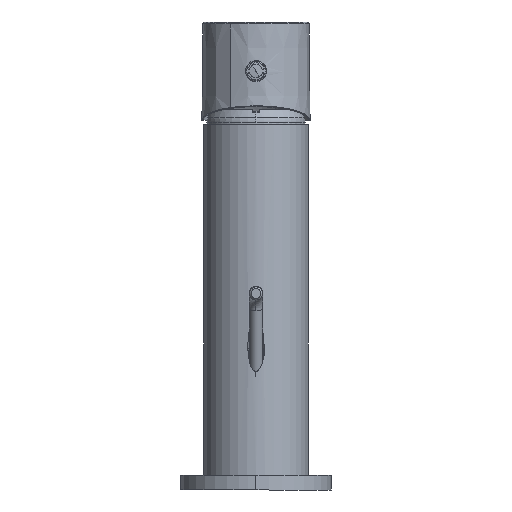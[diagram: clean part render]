
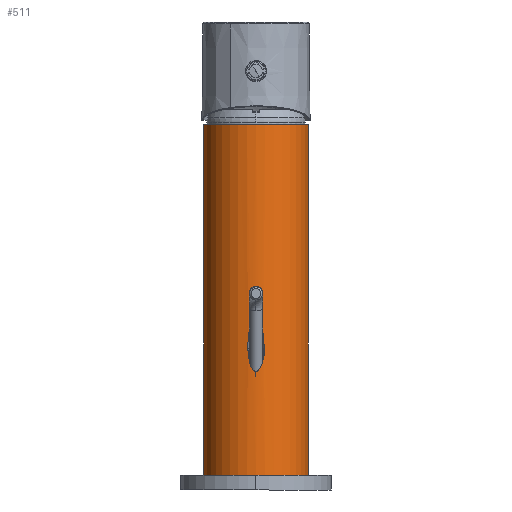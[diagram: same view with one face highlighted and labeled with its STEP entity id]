
A CAD part, front view. The second image highlights one B-rep face of the part: STEP entity #511.
In plain terms, the highlighted cylindrical face has radius 16 mm (diameter 32 mm), a partial arc.
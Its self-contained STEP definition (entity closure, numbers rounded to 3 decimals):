
#391=CARTESIAN_POINT('Axis2P3D Location',(0.,0.,53.5)) ;
#396=CARTESIAN_POINT('Line Origine',(-16.,0.,53.5)) ;
#400=CARTESIAN_POINT('Vertex',(-16.,0.,107.)) ;
#402=CARTESIAN_POINT('Vertex',(-16.,0.,0.)) ;
#405=CARTESIAN_POINT('Axis2P3D Location',(0.,0.,0.)) ;
#409=CARTESIAN_POINT('Vertex',(16.,0.,0.)) ;
#412=CARTESIAN_POINT('Line Origine',(16.,0.,53.5)) ;
#416=CARTESIAN_POINT('Vertex',(16.,0.,107.)) ;
#419=CARTESIAN_POINT('Axis2P3D Location',(0.,0.,107.)) ;
#431=CARTESIAN_POINT('Control Point',(0.,-16.,31.686)) ;
#432=CARTESIAN_POINT('Control Point',(-0.21,-16.,31.686)) ;
#433=CARTESIAN_POINT('Control Point',(-0.419,-15.997,31.748)) ;
#434=CARTESIAN_POINT('Control Point',(-0.601,-15.99,31.869)) ;
#435=CARTESIAN_POINT('Control Point',(-0.882,-15.977,32.116)) ;
#436=CARTESIAN_POINT('Control Point',(-1.108,-15.962,32.415)) ;
#437=CARTESIAN_POINT('Control Point',(-1.199,-15.955,32.552)) ;
#438=CARTESIAN_POINT('Control Point',(-1.475,-15.933,33.021)) ;
#439=CARTESIAN_POINT('Control Point',(-1.682,-15.912,33.527)) ;
#440=CARTESIAN_POINT('Control Point',(-1.804,-15.899,33.885)) ;
#441=CARTESIAN_POINT('Control Point',(-2.071,-15.867,34.806)) ;
#442=CARTESIAN_POINT('Control Point',(-2.246,-15.842,35.751)) ;
#443=CARTESIAN_POINT('Control Point',(-2.327,-15.83,36.32)) ;
#444=CARTESIAN_POINT('Control Point',(-2.467,-15.809,37.634)) ;
#445=CARTESIAN_POINT('Control Point',(-2.512,-15.802,38.955)) ;
#446=CARTESIAN_POINT('Control Point',(-2.512,-15.801,39.695)) ;
#447=CARTESIAN_POINT('Control Point',(-2.474,-15.808,40.922)) ;
#448=CARTESIAN_POINT('Control Point',(-2.371,-15.824,42.145)) ;
#449=CARTESIAN_POINT('Control Point',(-2.319,-15.831,42.627)) ;
#450=CARTESIAN_POINT('Control Point',(-2.206,-15.848,43.495)) ;
#451=CARTESIAN_POINT('Control Point',(-2.052,-15.868,44.357)) ;
#452=CARTESIAN_POINT('Control Point',(-1.975,-15.878,44.736)) ;
#453=CARTESIAN_POINT('Control Point',(-1.803,-15.899,45.485)) ;
#454=CARTESIAN_POINT('Control Point',(-1.581,-15.922,46.222)) ;
#455=CARTESIAN_POINT('Control Point',(-1.457,-15.934,46.579)) ;
#456=CARTESIAN_POINT('Control Point',(-1.261,-15.952,47.067)) ;
#457=CARTESIAN_POINT('Control Point',(-1.003,-15.969,47.524)) ;
#458=CARTESIAN_POINT('Control Point',(-0.925,-15.974,47.648)) ;
#459=CARTESIAN_POINT('Control Point',(-0.782,-15.981,47.851)) ;
#460=CARTESIAN_POINT('Control Point',(-0.611,-15.989,48.031)) ;
#461=CARTESIAN_POINT('Control Point',(-0.536,-15.991,48.1)) ;
#462=CARTESIAN_POINT('Control Point',(-0.393,-15.996,48.207)) ;
#463=CARTESIAN_POINT('Control Point',(-0.23,-15.999,48.279)) ;
#464=CARTESIAN_POINT('Control Point',(-0.155,-16.,48.302)) ;
#465=CARTESIAN_POINT('Control Point',(-0.077,-16.,48.314)) ;
#466=CARTESIAN_POINT('Control Point',(0.,-16.,48.314)) ;
#467=CARTESIAN_POINT('Vertex',(0.,-16.,31.686)) ;
#469=CARTESIAN_POINT('Vertex',(0.,-16.,48.314)) ;
#473=CARTESIAN_POINT('Control Point',(0.,-16.,48.314)) ;
#474=CARTESIAN_POINT('Control Point',(0.082,-16.,48.314)) ;
#475=CARTESIAN_POINT('Control Point',(0.163,-15.999,48.301)) ;
#476=CARTESIAN_POINT('Control Point',(0.242,-15.998,48.276)) ;
#477=CARTESIAN_POINT('Control Point',(0.416,-15.995,48.195)) ;
#478=CARTESIAN_POINT('Control Point',(0.566,-15.99,48.074)) ;
#479=CARTESIAN_POINT('Control Point',(0.645,-15.987,47.998)) ;
#480=CARTESIAN_POINT('Control Point',(0.91,-15.976,47.702)) ;
#481=CARTESIAN_POINT('Control Point',(1.11,-15.962,47.353)) ;
#482=CARTESIAN_POINT('Control Point',(1.236,-15.953,47.098)) ;
#483=CARTESIAN_POINT('Control Point',(1.472,-15.933,46.543)) ;
#484=CARTESIAN_POINT('Control Point',(1.659,-15.914,45.968)) ;
#485=CARTESIAN_POINT('Control Point',(1.746,-15.905,45.667)) ;
#486=CARTESIAN_POINT('Control Point',(1.994,-15.876,44.714)) ;
#487=CARTESIAN_POINT('Control Point',(2.171,-15.853,43.743)) ;
#488=CARTESIAN_POINT('Control Point',(2.268,-15.839,43.082)) ;
#489=CARTESIAN_POINT('Control Point',(2.429,-15.815,41.668)) ;
#490=CARTESIAN_POINT('Control Point',(2.501,-15.803,40.247)) ;
#491=CARTESIAN_POINT('Control Point',(2.515,-15.801,39.493)) ;
#492=CARTESIAN_POINT('Control Point',(2.493,-15.805,37.982)) ;
#493=CARTESIAN_POINT('Control Point',(2.355,-15.826,36.478)) ;
#494=CARTESIAN_POINT('Control Point',(2.253,-15.841,35.734)) ;
#495=CARTESIAN_POINT('Control Point',(2.048,-15.871,34.649)) ;
#496=CARTESIAN_POINT('Control Point',(1.707,-15.909,33.605)) ;
#497=CARTESIAN_POINT('Control Point',(1.585,-15.922,33.287)) ;
#498=CARTESIAN_POINT('Control Point',(1.382,-15.942,32.84)) ;
#499=CARTESIAN_POINT('Control Point',(1.117,-15.961,32.429)) ;
#500=CARTESIAN_POINT('Control Point',(1.03,-15.967,32.31)) ;
#501=CARTESIAN_POINT('Control Point',(0.814,-15.98,32.049)) ;
#502=CARTESIAN_POINT('Control Point',(0.549,-15.992,31.837)) ;
#503=CARTESIAN_POINT('Control Point',(0.38,-15.997,31.737)) ;
#504=CARTESIAN_POINT('Control Point',(0.19,-16.,31.686)) ;
#505=CARTESIAN_POINT('Control Point',(0.,-16.,31.686)) ;
#398=VECTOR('Line Direction',#397,1.) ;
#414=VECTOR('Line Direction',#413,1.) ;
#392=DIRECTION('Axis2P3D Direction',(0.,0.,1.)) ;
#393=DIRECTION('Axis2P3D XDirection',(1.,0.,0.)) ;
#397=DIRECTION('Vector Direction',(0.,0.,1.)) ;
#406=DIRECTION('Axis2P3D Direction',(0.,0.,1.)) ;
#413=DIRECTION('Vector Direction',(0.,0.,1.)) ;
#420=DIRECTION('Axis2P3D Direction',(0.,0.,1.)) ;
#394=AXIS2_PLACEMENT_3D('Cylinder Axis2P3D',#391,#392,#393) ;
#407=AXIS2_PLACEMENT_3D('Circle Axis2P3D',#405,#406,$) ;
#421=AXIS2_PLACEMENT_3D('Circle Axis2P3D',#419,#420,$) ;
#399=LINE('Line',#396,#398) ;
#415=LINE('Line',#412,#414) ;
#408=CIRCLE('generated circle',#407,16.) ;
#422=CIRCLE('generated circle',#421,16.) ;
#395=CYLINDRICAL_SURFACE('generated cylinder',#394,16.) ;
#510=FACE_BOUND('',#507,.T.) ;
#404=EDGE_CURVE('',#401,#403,#399,.F.) ;
#411=EDGE_CURVE('',#403,#410,#408,.T.) ;
#418=EDGE_CURVE('',#410,#417,#415,.T.) ;
#423=EDGE_CURVE('',#417,#401,#422,.F.) ;
#471=EDGE_CURVE('',#468,#470,#430,.T.) ;
#506=EDGE_CURVE('',#470,#468,#472,.T.) ;
#425=ORIENTED_EDGE('',*,*,#404,.T.) ;
#426=ORIENTED_EDGE('',*,*,#411,.T.) ;
#427=ORIENTED_EDGE('',*,*,#418,.T.) ;
#428=ORIENTED_EDGE('',*,*,#423,.T.) ;
#508=ORIENTED_EDGE('',*,*,#471,.T.) ;
#509=ORIENTED_EDGE('',*,*,#506,.T.) ;
#424=EDGE_LOOP('',(#425,#426,#427,#428)) ;
#507=EDGE_LOOP('',(#508,#509)) ;
#401=VERTEX_POINT('',#400) ;
#403=VERTEX_POINT('',#402) ;
#410=VERTEX_POINT('',#409) ;
#417=VERTEX_POINT('',#416) ;
#468=VERTEX_POINT('',#467) ;
#470=VERTEX_POINT('',#469) ;
#511=ADVANCED_FACE('Superficie.28',(#429,#510),#395,.T.) ;
#430=B_SPLINE_CURVE_WITH_KNOTS('',5,(#431,#432,#433,#434,#435,#436,#437,#438,#439,#440,#441,#442,#443,#444,#445,#446,#447,#448,#449,#450,#451,#452,#453,#454,#455,#456,#457,#458,#459,#460,#461,#462,#463,#464,#465,#466),.UNSPECIFIED.,.F.,.U.,(6,3,3,3,3,3,3,3,3,3,3,6),(0.,1.483,2.638,5.336,9.427,14.683,18.112,20.88,23.557,24.597,25.306,25.853),.UNSPECIFIED.) ;
#472=B_SPLINE_CURVE_WITH_KNOTS('',5,(#473,#474,#475,#476,#477,#478,#479,#480,#481,#482,#483,#484,#485,#486,#487,#488,#489,#490,#491,#492,#493,#494,#495,#496,#497,#498,#499,#500,#501,#502,#503,#504,#505),.UNSPECIFIED.,.F.,.U.,(6,3,3,3,3,3,3,3,3,3,6),(0.,0.578,1.349,3.39,5.621,10.366,15.691,21.049,23.469,24.508,25.854),.UNSPECIFIED.) ;
#429=FACE_OUTER_BOUND('',#424,.T.) ;
